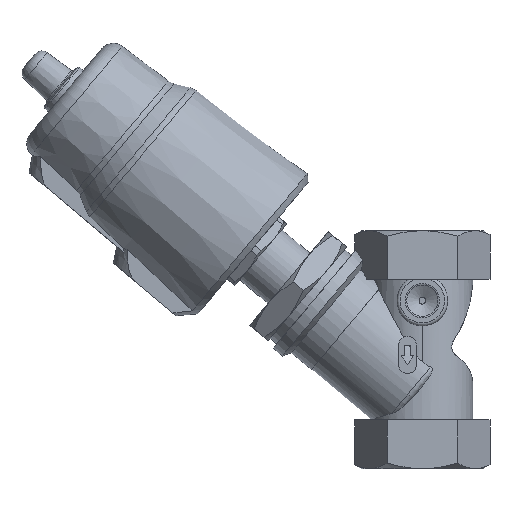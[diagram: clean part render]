
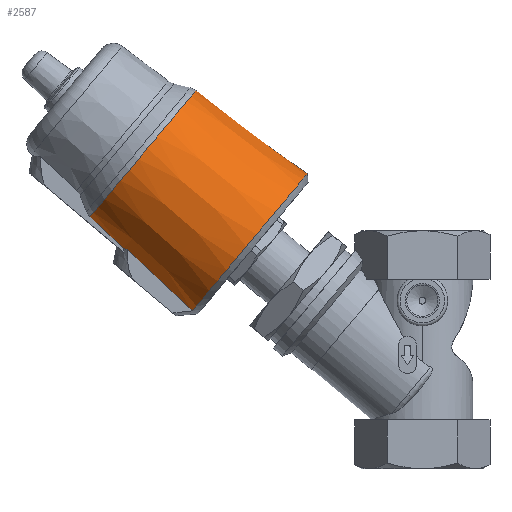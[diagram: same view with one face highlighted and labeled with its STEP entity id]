
A CAD part, left-side view. The second image highlights one B-rep face of the part: STEP entity #2587.
In plain terms, the highlighted conical face has half-angle 3 degrees and reference radius 28.445 mm.
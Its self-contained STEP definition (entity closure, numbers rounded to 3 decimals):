
#58=CONICAL_SURFACE('',#2860,28.445,0.052);
#485=B_SPLINE_CURVE_WITH_KNOTS('',3,(#4325,#4326,#4327,#4328,#4329,#4330,
#4331,#4332,#4333,#4334,#4335,#4336,#4337,#4338,#4339,#4340,#4341,#4342,
#4343,#4344,#4345,#4346,#4347,#4348,#4349,#4350,#4351,#4352,#4353,#4354,
#4355,#4356,#4357,#4358,#4359,#4360,#4361,#4362,#4363,#4364,#4365,#4366,
#4367),.UNSPECIFIED.,.F.,.F.,(4,1,1,1,1,1,1,1,1,1,1,1,1,1,1,1,1,1,1,1,1,
1,1,1,1,1,1,1,1,1,1,1,1,1,1,1,1,1,1,1,4),(0.107,0.112,
0.115,0.118,0.123,0.126,
0.129,0.131,0.134,0.137,
0.14,0.142,0.145,0.15,
0.153,0.156,0.161,0.164,
0.167,0.172,0.177,0.183,
0.188,0.194,0.199,0.205,
0.21,0.215,0.221,0.226,
0.232,0.237,0.243,0.248,
0.253,0.259,0.264,0.267,
0.27,0.275,0.28),.UNSPECIFIED.);
#499=B_SPLINE_CURVE_WITH_KNOTS('',3,(#4505,#4506,#4507,#4508),
 .UNSPECIFIED.,.F.,.F.,(4,4),(0.057,0.073),
 .UNSPECIFIED.);
#502=B_SPLINE_CURVE_WITH_KNOTS('',3,(#4522,#4523,#4524,#4525),
 .UNSPECIFIED.,.F.,.F.,(4,4),(0.057,0.073),
 .UNSPECIFIED.);
#504=B_SPLINE_CURVE_WITH_KNOTS('',3,(#4532,#4533,#4534,#4535),
 .UNSPECIFIED.,.F.,.F.,(4,4),(0.,0.002),
 .UNSPECIFIED.);
#507=B_SPLINE_CURVE_WITH_KNOTS('',3,(#4555,#4556,#4557,#4558),
 .UNSPECIFIED.,.F.,.F.,(4,4),(0.02,0.022),
 .UNSPECIFIED.);
#508=B_SPLINE_CURVE_WITH_KNOTS('',3,(#4565,#4566,#4567,#4568),
 .UNSPECIFIED.,.F.,.F.,(4,4),(0.001,0.031),
 .UNSPECIFIED.);
#509=B_SPLINE_CURVE_WITH_KNOTS('',3,(#4570,#4571,#4572,#4573),
 .UNSPECIFIED.,.F.,.F.,(4,4),(0.001,0.031),
 .UNSPECIFIED.);
#849=ORIENTED_EDGE('',*,*,#1523,.T.);
#850=ORIENTED_EDGE('',*,*,#1472,.T.);
#851=ORIENTED_EDGE('',*,*,#1524,.F.);
#852=ORIENTED_EDGE('',*,*,#1515,.T.);
#853=ORIENTED_EDGE('',*,*,#1513,.F.);
#854=ORIENTED_EDGE('',*,*,#1511,.T.);
#855=ORIENTED_EDGE('',*,*,#1509,.T.);
#856=ORIENTED_EDGE('',*,*,#1519,.T.);
#1472=EDGE_CURVE('',#1821,#1820,#485,.T.);
#1509=EDGE_CURVE('',#1850,#1849,#499,.T.);
#1511=EDGE_CURVE('',#1851,#1850,#2035,.T.);
#1513=EDGE_CURVE('',#1851,#1852,#502,.T.);
#1515=EDGE_CURVE('',#1853,#1852,#504,.T.);
#1519=EDGE_CURVE('',#1849,#1856,#507,.T.);
#1523=EDGE_CURVE('',#1856,#1821,#508,.T.);
#1524=EDGE_CURVE('',#1853,#1820,#509,.T.);
#1820=VERTEX_POINT('',#4324);
#1821=VERTEX_POINT('',#4368);
#1849=VERTEX_POINT('',#4504);
#1850=VERTEX_POINT('',#4509);
#1851=VERTEX_POINT('',#4516);
#1852=VERTEX_POINT('',#4526);
#1853=VERTEX_POINT('',#4536);
#1856=VERTEX_POINT('',#4554);
#2035=CIRCLE('',#2852,28.445);
#2152=EDGE_LOOP('',(#849,#850,#851,#852,#853,#854,#855,#856));
#2365=FACE_BOUND('',#2152,.T.);
#2587=ADVANCED_FACE('',(#2365),#58,.T.);
#2852=AXIS2_PLACEMENT_3D('',#4515,#3330,#3331);
#2860=AXIS2_PLACEMENT_3D('',#4574,#3348,#3349);
#3330=DIRECTION('',(0.643,-0.766,0.));
#3331=DIRECTION('',(0.766,0.643,0.));
#3348=DIRECTION('',(0.643,-0.766,0.));
#3349=DIRECTION('',(0.766,0.643,0.));
#4324=CARTESIAN_POINT('',(-53.064,77.317,10.));
#4325=CARTESIAN_POINT('',(-53.064,77.317,-10.));
#4326=CARTESIAN_POINT('',(-53.511,76.942,-11.705));
#4327=CARTESIAN_POINT('',(-54.349,76.238,-14.182));
#4328=CARTESIAN_POINT('',(-55.812,75.01,-17.301));
#4329=CARTESIAN_POINT('',(-57.455,73.632,-20.196));
#4330=CARTESIAN_POINT('',(-59.382,72.015,-22.802));
#4331=CARTESIAN_POINT('',(-61.574,70.175,-25.07));
#4332=CARTESIAN_POINT('',(-63.303,68.725,-26.554));
#4333=CARTESIAN_POINT('',(-65.123,67.197,-27.838));
#4334=CARTESIAN_POINT('',(-67.046,65.584,-28.92));
#4335=CARTESIAN_POINT('',(-69.031,63.918,-29.774));
#4336=CARTESIAN_POINT('',(-71.045,62.228,-30.391));
#4337=CARTESIAN_POINT('',(-73.094,60.509,-30.779));
#4338=CARTESIAN_POINT('',(-75.889,58.163,-30.982));
#4339=CARTESIAN_POINT('',(-78.651,55.845,-30.702));
#4340=CARTESIAN_POINT('',(-81.353,53.577,-29.959));
#4341=CARTESIAN_POINT('',(-84.035,51.327,-28.891));
#4342=CARTESIAN_POINT('',(-86.547,49.219,-27.392));
#4343=CARTESIAN_POINT('',(-88.893,47.25,-25.477));
#4344=CARTESIAN_POINT('',(-91.13,45.374,-23.268));
#4345=CARTESIAN_POINT('',(-93.577,43.32,-20.112));
#4346=CARTESIAN_POINT('',(-96.011,41.277,-15.623));
#4347=CARTESIAN_POINT('',(-97.773,39.799,-10.737));
#4348=CARTESIAN_POINT('',(-98.875,38.874,-5.442));
#4349=CARTESIAN_POINT('',(-99.241,38.567,0.007));
#4350=CARTESIAN_POINT('',(-98.876,38.874,5.433));
#4351=CARTESIAN_POINT('',(-97.774,39.798,10.733));
#4352=CARTESIAN_POINT('',(-96.013,41.276,15.619));
#4353=CARTESIAN_POINT('',(-93.58,43.318,20.108));
#4354=CARTESIAN_POINT('',(-90.64,45.785,23.901));
#4355=CARTESIAN_POINT('',(-87.17,48.696,27.024));
#4356=CARTESIAN_POINT('',(-83.411,51.851,29.263));
#4357=CARTESIAN_POINT('',(-79.329,55.276,30.637));
#4358=CARTESIAN_POINT('',(-75.208,58.734,31.05));
#4359=CARTESIAN_POINT('',(-71.016,62.252,30.507));
#4360=CARTESIAN_POINT('',(-67.035,65.593,29.042));
#4361=CARTESIAN_POINT('',(-63.244,68.774,26.649));
#4362=CARTESIAN_POINT('',(-60.455,71.114,24.015));
#4363=CARTESIAN_POINT('',(-58.417,72.824,21.499));
#4364=CARTESIAN_POINT('',(-56.587,74.36,18.798));
#4365=CARTESIAN_POINT('',(-54.646,75.989,15.048));
#4366=CARTESIAN_POINT('',(-53.51,76.942,11.704));
#4367=CARTESIAN_POINT('',(-53.064,77.317,10.));
#4368=CARTESIAN_POINT('',(-53.064,77.317,-10.));
#4504=CARTESIAN_POINT('',(-74.029,100.387,-8.5));
#4505=CARTESIAN_POINT('',(-84.675,111.747,-8.5));
#4506=CARTESIAN_POINT('',(-81.126,107.961,-8.5));
#4507=CARTESIAN_POINT('',(-77.577,104.174,-8.5));
#4508=CARTESIAN_POINT('',(-74.029,100.387,-8.5));
#4509=CARTESIAN_POINT('',(-84.675,111.747,-8.5));
#4515=CARTESIAN_POINT('',(-105.47,94.298,0.));
#4516=CARTESIAN_POINT('',(-84.675,111.747,8.5));
#4522=CARTESIAN_POINT('',(-84.675,111.747,8.5));
#4523=CARTESIAN_POINT('',(-81.126,107.961,8.5));
#4524=CARTESIAN_POINT('',(-77.577,104.174,8.5));
#4525=CARTESIAN_POINT('',(-74.029,100.387,8.5));
#4526=CARTESIAN_POINT('',(-74.029,100.387,8.5));
#4532=CARTESIAN_POINT('',(-73.692,99.299,10.));
#4533=CARTESIAN_POINT('',(-73.821,99.69,9.52));
#4534=CARTESIAN_POINT('',(-73.932,100.052,9.02));
#4535=CARTESIAN_POINT('',(-74.029,100.387,8.5));
#4536=CARTESIAN_POINT('',(-73.692,99.299,10.));
#4554=CARTESIAN_POINT('',(-73.692,99.299,-10.));
#4555=CARTESIAN_POINT('',(-74.029,100.387,-8.5));
#4556=CARTESIAN_POINT('',(-73.931,100.051,-9.022));
#4557=CARTESIAN_POINT('',(-73.82,99.688,-9.523));
#4558=CARTESIAN_POINT('',(-73.692,99.299,-10.));
#4565=CARTESIAN_POINT('',(-73.692,99.299,-10.));
#4566=CARTESIAN_POINT('',(-66.815,91.973,-10.));
#4567=CARTESIAN_POINT('',(-59.939,84.645,-10.));
#4568=CARTESIAN_POINT('',(-53.064,77.317,-10.));
#4570=CARTESIAN_POINT('',(-73.692,99.299,10.));
#4571=CARTESIAN_POINT('',(-66.815,91.973,10.));
#4572=CARTESIAN_POINT('',(-59.939,84.645,10.));
#4573=CARTESIAN_POINT('',(-53.064,77.317,10.));
#4574=CARTESIAN_POINT('',(-105.47,94.298,0.));
